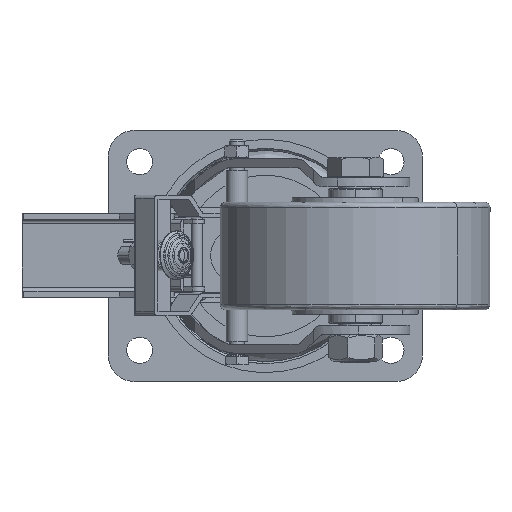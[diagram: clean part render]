
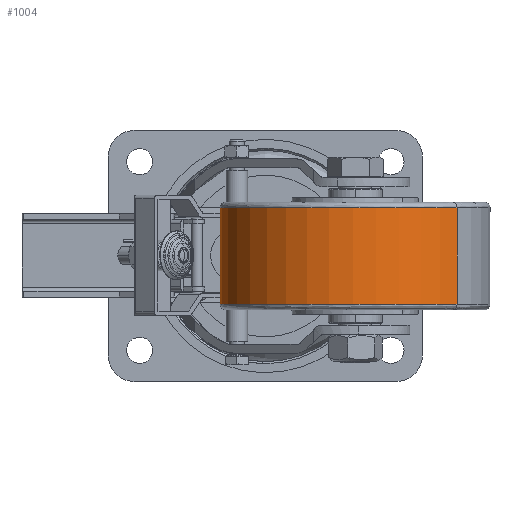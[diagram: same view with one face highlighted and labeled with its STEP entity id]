
A CAD part, front view. The second image highlights one B-rep face of the part: STEP entity #1004.
In plain terms, the highlighted cylindrical face has radius 75.131 mm (diameter 150.262 mm), a partial arc.
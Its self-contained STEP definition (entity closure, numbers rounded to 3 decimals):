
#1004 = ADVANCED_FACE ( 'NONE', ( #62390 ), #42297, .T. ) ;
#1291 = VERTEX_POINT ( 'NONE', #39288 ) ;
#3936 = CARTESIAN_POINT ( 'NONE',  ( -6.742, -85.755, -0.005 ) ) ;
#4366 = DIRECTION ( 'NONE',  ( 0., 0., -1. ) ) ;
#6235 = DIRECTION ( 'NONE',  ( 0., 0., -1. ) ) ;
#10566 = VERTEX_POINT ( 'NONE', #40150 ) ;
#14720 = LINE ( 'NONE', #24000, #34460 ) ;
#15095 = EDGE_CURVE ( 'NONE', #48871, #1291, #14720, .T. ) ;
#16878 = CARTESIAN_POINT ( 'NONE',  ( 50., -135., 26.995 ) ) ;
#16883 = VECTOR ( 'NONE', #58016, 1000. ) ;
#17709 = CIRCLE ( 'NONE', #27964, 75.131 ) ;
#22804 = AXIS2_PLACEMENT_3D ( 'NONE', #63040, #42947, #62714 ) ;
#24000 = CARTESIAN_POINT ( 'NONE',  ( 106.742, -184.245, -0.005 ) ) ;
#27964 = AXIS2_PLACEMENT_3D ( 'NONE', #16878, #6235, #36909 ) ;
#29867 = EDGE_CURVE ( 'NONE', #48871, #10566, #17709, .T. ) ;
#30166 = CIRCLE ( 'NONE', #51889, 75.131 ) ;
#32295 = CARTESIAN_POINT ( 'NONE',  ( -6.742, -85.755, -27.005 ) ) ;
#34454 = EDGE_CURVE ( 'NONE', #10566, #56715, #52498, .T. ) ;
#34460 = VECTOR ( 'NONE', #4366, 1000. ) ;
#34481 = ORIENTED_EDGE ( 'NONE', *, *, #29867, .T. ) ;
#36909 = DIRECTION ( 'NONE',  ( 0.755, -0.655, 0. ) ) ;
#39250 = DIRECTION ( 'NONE',  ( 0., 0., 1. ) ) ;
#39288 = CARTESIAN_POINT ( 'NONE',  ( 106.742, -184.245, -27.005 ) ) ;
#40150 = CARTESIAN_POINT ( 'NONE',  ( -6.742, -85.755, 26.995 ) ) ;
#40850 = CARTESIAN_POINT ( 'NONE',  ( 106.742, -184.245, 26.995 ) ) ;
#42166 = EDGE_CURVE ( 'NONE', #56715, #1291, #30166, .T. ) ;
#42297 = CYLINDRICAL_SURFACE ( 'NONE', #22804, 75.131 ) ;
#42947 = DIRECTION ( 'NONE',  ( 0., 0., -1. ) ) ;
#45619 = ORIENTED_EDGE ( 'NONE', *, *, #15095, .F. ) ;
#47097 = ORIENTED_EDGE ( 'NONE', *, *, #42166, .T. ) ;
#48871 = VERTEX_POINT ( 'NONE', #40850 ) ;
#50397 = EDGE_LOOP ( 'NONE', ( #34481, #63226, #47097, #45619 ) ) ;
#51889 = AXIS2_PLACEMENT_3D ( 'NONE', #59372, #39250, #58413 ) ;
#52498 = LINE ( 'NONE', #3936, #16883 ) ;
#56715 = VERTEX_POINT ( 'NONE', #32295 ) ;
#58016 = DIRECTION ( 'NONE',  ( 0., 0., -1. ) ) ;
#58413 = DIRECTION ( 'NONE',  ( 0.755, -0.655, 0. ) ) ;
#59372 = CARTESIAN_POINT ( 'NONE',  ( 50., -135., -27.005 ) ) ;
#62390 = FACE_OUTER_BOUND ( 'NONE', #50397, .T. ) ;
#62714 = DIRECTION ( 'NONE',  ( 0.755, -0.655, 0. ) ) ;
#63040 = CARTESIAN_POINT ( 'NONE',  ( 50., -135., -0.005 ) ) ;
#63226 = ORIENTED_EDGE ( 'NONE', *, *, #34454, .T. ) ;
